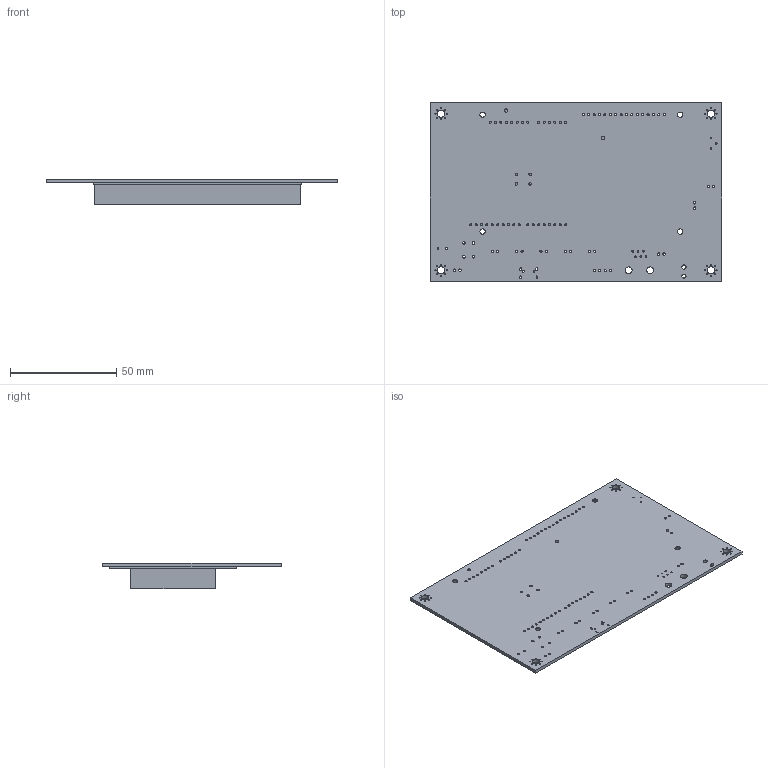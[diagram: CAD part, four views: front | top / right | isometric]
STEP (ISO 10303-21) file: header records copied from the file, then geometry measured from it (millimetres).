
FILE_DESCRIPTION(('KiCad electronic assembly'),'2;1');
FILE_NAME('GeneralPurposeAlarmDevicePCB.step','2022-07-16T23:14:19',( 'Pcbnew'),('Kicad'),'Open CASCADE STEP processor 7.5', 'KiCad to STEP converter','Unknown');
FILE_SCHEMA(('AUTOMOTIVE_DESIGN { 1 0 10303 214 1 1 1 1 }'));
Length unit declared in the file: millimetre
Products named in the file (4): GeneralPurposeAlarmDevicePCB 1; 2004A_ap214; SOLID; GeneralPurposeAlarmDevicePCB PCB
Assembly tree (3 placements, depth 3):
  GeneralPurposeAlarmDevicePCB 1
    2004A_ap214
      SOLID
    GeneralPurposeAlarmDevicePCB PCB
Bounding box: 137.16 x 83.82 x 11.95 mm (x, y, z)
Volume: 62415.9 mm3; surface area: 39247.2 mm2
Topology: 2 solids, 2 shells, 282 faces, 828 edges, 552 vertices
Faces by surface type: cylinder 146, bspline 120, plane 16
Full cylindrical faces by diameter (mm): 0.5 x32, 0.76 x6, 0.8 x5, 0.9 x2, 1 x48, 1.016 x16, 1.19 x6, 1.2 x8, 1.5 x2, 2 x1, 2.5 x4, 3.25 x2, 3.5 x4
Entity records: 21806 total; most frequent: CARTESIAN_POINT 6182, DIRECTION 2064, ORIENTED_EDGE 1656, PCURVE 1656, DEFINITIONAL_REPRESENTATION 1656, LINE 856, VECTOR 856, EDGE_CURVE 828
